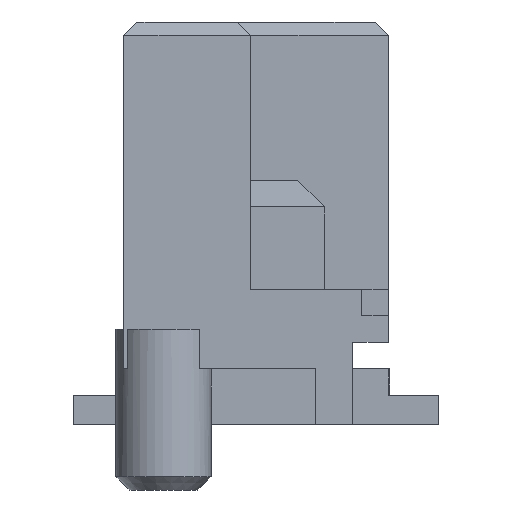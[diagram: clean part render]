
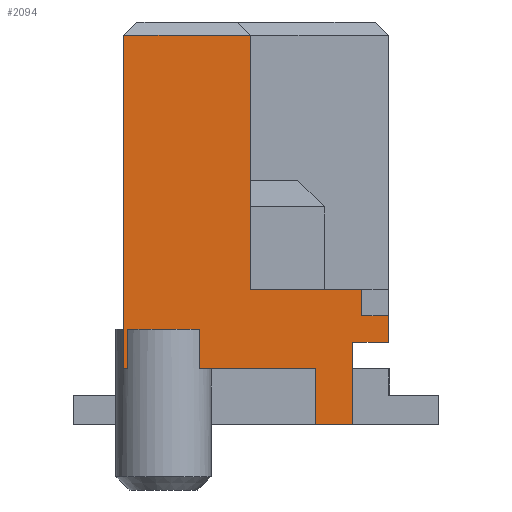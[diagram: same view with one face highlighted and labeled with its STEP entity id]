
A CAD part, front view. The second image highlights one B-rep face of the part: STEP entity #2094.
In plain terms, the highlighted planar face has unit normal (0, -1, 0).
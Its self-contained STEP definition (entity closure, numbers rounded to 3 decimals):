
#12=DIRECTION('',(0.,0.,1.));
#33=VECTOR('',#12,1.);
#45=DIRECTION('',(1.,0.,0.));
#54=VECTOR('',#45,1.);
#65=VECTOR('',#66,1.);
#66=DIRECTION('',(-1.,0.,0.));
#117=CARTESIAN_POINT('',(-2.65,-14.59,1.06));
#234=EDGE_CURVE('',#235,#237,#239,.T.);
#235=VERTEX_POINT('',#236);
#236=CARTESIAN_POINT('',(1.68,-14.59,0.));
#237=VERTEX_POINT('',#238);
#238=CARTESIAN_POINT('',(1.68,-14.59,1.56));
#239=LINE('',#236,#33);
#505=VERTEX_POINT('',#117);
#509=EDGE_CURVE('',#505,#510,#512,.T.);
#510=VERTEX_POINT('',#511);
#511=CARTESIAN_POINT('',(-2.65,-14.59,7.366));
#512=LINE('',#117,#33);
#961=VERTEX_POINT('',#962);
#962=CARTESIAN_POINT('',(2.35,-14.59,1.56));
#966=EDGE_CURVE('',#961,#237,#967,.T.);
#967=LINE('',#968,#65);
#968=CARTESIAN_POINT('',(2.36,-14.59,1.56));
#976=EDGE_CURVE('',#961,#977,#979,.T.);
#977=VERTEX_POINT('',#978);
#978=CARTESIAN_POINT('',(2.35,-14.59,2.06));
#979=LINE('',#980,#33);
#980=CARTESIAN_POINT('',(2.35,-14.59,1.06));
#1459=VERTEX_POINT('',#1460);
#1460=CARTESIAN_POINT('',(1.85,-14.59,2.56));
#1462=ORIENTED_EDGE('',*,*,#1463,.T.);
#1463=EDGE_CURVE('',#1459,#1464,#1466,.T.);
#1464=VERTEX_POINT('',#1465);
#1465=CARTESIAN_POINT('',(-0.25,-14.59,2.56));
#1466=LINE('',#1467,#65);
#1467=CARTESIAN_POINT('',(2.35,-14.59,2.56));
#2094=ADVANCED_FACE('',(#2095),#2156,.T.);
#2095=FACE_BOUND('',#2096,.T.);
#2096=EDGE_LOOP('',(#2097,#2104,#2109,#2112,#2113,#2114,#2115,#2121,#1462,#2125,#2131,#2135,#2136,#2140,#2145,#2153));
#2097=ORIENTED_EDGE('',*,*,#2098,.F.);
#2098=EDGE_CURVE('',#2099,#2101,#2103,.T.);
#2099=VERTEX_POINT('',#2100);
#2100=CARTESIAN_POINT('',(0.98,-14.59,1.06));
#2101=VERTEX_POINT('',#2102);
#2102=CARTESIAN_POINT('',(-1.225,-14.59,1.06));
#2103=LINE('',#980,#65);
#2104=ORIENTED_EDGE('',*,*,#2105,.F.);
#2105=EDGE_CURVE('',#2106,#2099,#2108,.T.);
#2106=VERTEX_POINT('',#2107);
#2107=CARTESIAN_POINT('',(0.98,-14.59,0.));
#2108=LINE('',#2107,#33);
#2109=ORIENTED_EDGE('',*,*,#2110,.T.);
#2110=EDGE_CURVE('',#2106,#235,#2111,.T.);
#2111=LINE('',#2107,#54);
#2112=ORIENTED_EDGE('',*,*,#234,.T.);
#2113=ORIENTED_EDGE('',*,*,#966,.F.);
#2114=ORIENTED_EDGE('',*,*,#976,.T.);
#2115=ORIENTED_EDGE('',*,*,#2116,.T.);
#2116=EDGE_CURVE('',#977,#2117,#2119,.T.);
#2117=VERTEX_POINT('',#2118);
#2118=CARTESIAN_POINT('',(1.85,-14.59,2.06));
#2119=LINE('',#2120,#65);
#2120=CARTESIAN_POINT('',(2.225,-14.59,2.06));
#2121=ORIENTED_EDGE('',*,*,#2122,.T.);
#2122=EDGE_CURVE('',#2117,#1459,#2123,.T.);
#2123=LINE('',#2124,#33);
#2124=CARTESIAN_POINT('',(1.85,-14.59,1.56));
#2125=ORIENTED_EDGE('',*,*,#2126,.T.);
#2126=EDGE_CURVE('',#1464,#2127,#2129,.T.);
#2127=VERTEX_POINT('',#2128);
#2128=CARTESIAN_POINT('',(-0.25,-14.59,7.366));
#2129=LINE('',#2130,#33);
#2130=CARTESIAN_POINT('',(-0.25,-14.59,1.566));
#2131=ORIENTED_EDGE('',*,*,#2132,.F.);
#2132=EDGE_CURVE('',#510,#2127,#2133,.T.);
#2133=LINE('',#2134,#54);
#2134=CARTESIAN_POINT('',(-2.4,-14.59,7.366));
#2135=ORIENTED_EDGE('',*,*,#509,.F.);
#2136=ORIENTED_EDGE('',*,*,#2137,.F.);
#2137=EDGE_CURVE('',#2138,#505,#2103,.T.);
#2138=VERTEX_POINT('',#2139);
#2139=CARTESIAN_POINT('',(-2.575,-14.59,1.06));
#2140=ORIENTED_EDGE('',*,*,#2141,.T.);
#2141=EDGE_CURVE('',#2138,#2142,#2144,.T.);
#2142=VERTEX_POINT('',#2143);
#2143=CARTESIAN_POINT('',(-2.575,-14.59,1.81));
#2144=LINE('',#2143,#33);
#2145=ORIENTED_EDGE('',*,*,#2146,.F.);
#2146=EDGE_CURVE('',#2147,#2142,#2149,.T.);
#2147=VERTEX_POINT('',#2148);
#2148=CARTESIAN_POINT('',(-1.225,-14.59,1.81));
#2149=LINE('',#2150,#2151);
#2150=CARTESIAN_POINT('',(-1.226,-14.59,1.81));
#2151=VECTOR('',#2152,1.);
#2152=DIRECTION('',(-1.,0.,0.));
#2153=ORIENTED_EDGE('',*,*,#2154,.F.);
#2154=EDGE_CURVE('',#2101,#2147,#2155,.T.);
#2155=LINE('',#2148,#33);
#2156=PLANE('',#2157);
#2157=AXIS2_PLACEMENT_3D('',#2158,#2159,#2160);
#2158=CARTESIAN_POINT('',(-0.552,-14.59,3.365));
#2159=DIRECTION('',(0.,-1.,0.));
#2160=DIRECTION('',(0.,0.,-1.));
